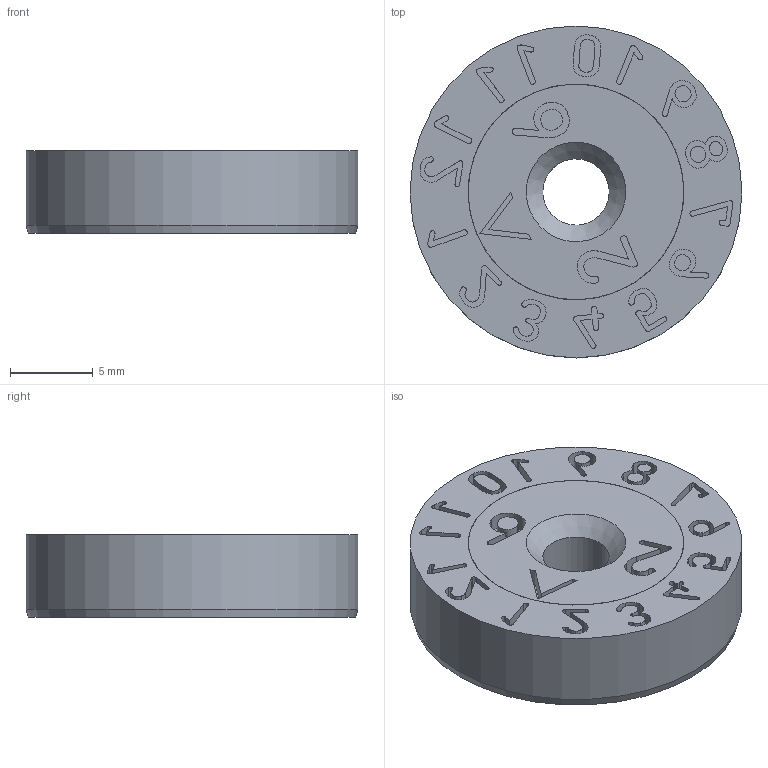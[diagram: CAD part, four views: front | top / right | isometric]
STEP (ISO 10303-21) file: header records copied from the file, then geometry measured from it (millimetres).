
FILE_DESCRIPTION(/* description */ (''),/* implementation_level */ '2;1');
FILE_NAME(/* name */ 'Dati-4500_A$20$Jahr.stp',/* time_stamp */ '2025-08-29T08:19:28+02:00',/* author */ ('olafg'),/* organization */ (''),/* preprocessor_version */ 'ST-DEVELOPER v20',/* originating_system */ 'Autodesk Inventor 2024',/* authorisation */ '');
FILE_SCHEMA (('AUTOMOTIVE_DESIGN { 1 0 10303 214 3 1 1 }'));
Length unit declared in the file: millimetre
Products named in the file (3): Zusammenbau A 4020; 4020-01-00; 4020-05-00
Assembly tree (2 placements, depth 2):
  Zusammenbau A 4020
    4020-01-00
    4020-05-00
Bounding box: 20 x 20 x 5 mm (x, y, z)
Volume: 1425.5 mm3; surface area: 1599.5 mm2
Topology: 2 solids, 2 shells, 330 faces, 899 edges, 599 vertices
Faces by surface type: bspline 207, plane 114, cylinder 6, cone 3
Full cylindrical faces by diameter (mm): 4 x1, 9.5 x1, 10 x1, 13 x2, 20 x1
Entity records: 11653 total; most frequent: CARTESIAN_POINT 4608, ORIENTED_EDGE 1798, EDGE_CURVE 899, DIRECTION 758, VERTEX_POINT 599, LINE 468, VECTOR 468, B_SPLINE_CURVE_WITH_KNOTS 414
